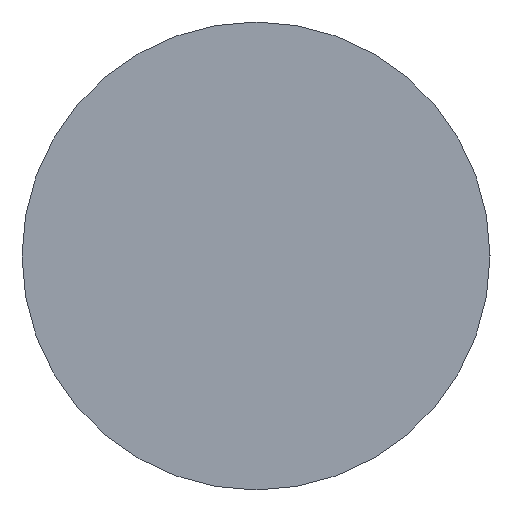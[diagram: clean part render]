
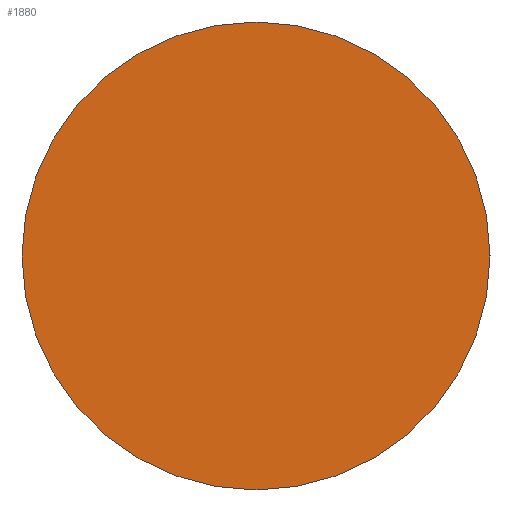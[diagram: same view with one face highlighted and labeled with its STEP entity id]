
A CAD part, left-side view. The second image highlights one B-rep face of the part: STEP entity #1880.
In plain terms, the highlighted planar face has unit normal (-1, 0, 0).
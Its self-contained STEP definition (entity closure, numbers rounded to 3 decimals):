
#250=CIRCLE('',#2215,21.5);
#390=FACE_OUTER_BOUND('',#521,.T.);
#521=EDGE_LOOP('',(#1458));
#915=VERTEX_POINT('',#3297);
#1113=EDGE_CURVE('',#915,#915,#250,.T.);
#1458=ORIENTED_EDGE('',*,*,#1113,.T.);
#1798=PLANE('',#2216);
#1880=ADVANCED_FACE('',(#390),#1798,.T.);
#2215=AXIS2_PLACEMENT_3D('',#3298,#2623,#2624);
#2216=AXIS2_PLACEMENT_3D('',#3300,#2626,#2627);
#2623=DIRECTION('center_axis',(-1.,0.,0.));
#2624=DIRECTION('ref_axis',(0.,0.,1.));
#2626=DIRECTION('center_axis',(-1.,0.,0.));
#2627=DIRECTION('ref_axis',(0.,0.,1.));
#3297=CARTESIAN_POINT('',(0.,-21.5,0.));
#3298=CARTESIAN_POINT('Origin',(0.,0.,
0.));
#3300=CARTESIAN_POINT('Origin',(0.,0.,0.));
